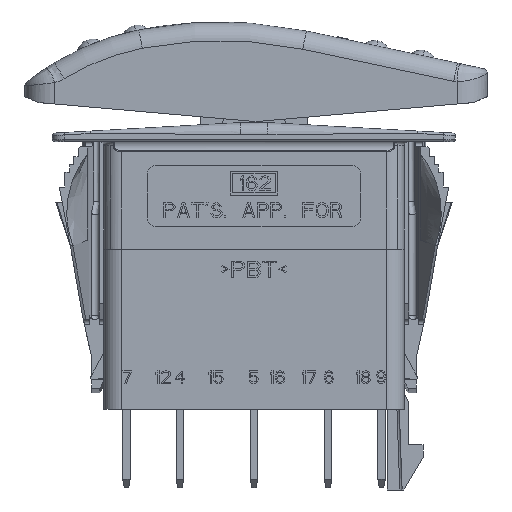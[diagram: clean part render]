
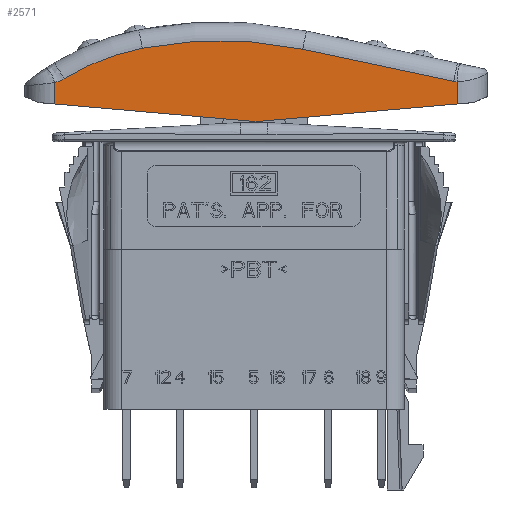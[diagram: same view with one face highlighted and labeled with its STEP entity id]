
A CAD part, left-side view. The second image highlights one B-rep face of the part: STEP entity #2571.
In plain terms, the highlighted planar face has unit normal (-1, 0, 0).
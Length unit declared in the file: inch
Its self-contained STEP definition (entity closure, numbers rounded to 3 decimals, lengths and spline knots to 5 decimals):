
#1174=DIRECTION('',(0.,-0.978,-0.208));
#1175=VECTOR('',#1174,0.65156);
#1176=CARTESIAN_POINT('',(-0.47,-0.20496,0.83208));
#1177=LINE('',#1176,#1175);
#1181=DIRECTION('',(0.,0.996,-0.087));
#1182=VECTOR('',#1181,0.85325);
#1183=CARTESIAN_POINT('',(-0.47,-0.8585,0.60107));
#1184=LINE('',#1183,#1182);
#1188=DIRECTION('',(0.,0.996,0.087));
#1189=VECTOR('',#1188,0.85325);
#1190=CARTESIAN_POINT('',(-0.47,-0.0085,0.5267));
#1191=LINE('',#1190,#1189);
#1195=CARTESIAN_POINT('',(-0.47,0.2715,-0.1643));
#1196=DIRECTION('',(1.,0.,0.));
#1197=DIRECTION('',(0.,0.519,0.855));
#1198=AXIS2_PLACEMENT_3D('',#1195,#1196,#1197);
#1203=CARTESIAN_POINT('',(-0.47,0.1435,-0.8073));
#1204=DIRECTION('',(1.,0.,0.));
#1205=DIRECTION('',(0.,0.195,0.981));
#1206=AXIS2_PLACEMENT_3D('',#1203,#1204,#1205);
#1242=CARTESIAN_POINT('',(-0.47,-0.8585,
0.69521));
#1243=CARTESIAN_POINT('',(-0.47,-0.85655,
0.69513));
#1244=CARTESIAN_POINT('',(-0.47,-0.85275,
0.69513));
#1245=CARTESIAN_POINT('',(-0.47,-0.84773,
0.6956));
#1246=CARTESIAN_POINT('',(-0.47,-0.8441,
0.69622));
#1247=CARTESIAN_POINT('',(-0.47,-0.84228,
0.69661));
#1331=DIRECTION('',(0.,0.,1.));
#1332=VECTOR('',#1331,0.09414);
#1333=CARTESIAN_POINT('',(-0.47,-0.8585,0.60107));
#1334=LINE('',#1333,#1332);
#1544=DIRECTION('',(0.,0.,-1.));
#1545=VECTOR('',#1544,0.08975);
#1546=CARTESIAN_POINT('',(-0.47,0.8415,
0.69082));
#1547=LINE('',#1546,#1545);
#1604=CARTESIAN_POINT('',(-0.47,0.80102,0.70793));
#1605=CARTESIAN_POINT('',(-0.47,0.8046,0.70572));
#1606=CARTESIAN_POINT('',(-0.47,0.81236,
0.7015));
#1607=CARTESIAN_POINT('',(-0.47,0.82592,
0.69575));
#1608=CARTESIAN_POINT('',(-0.47,0.83611,
0.69239));
#1609=CARTESIAN_POINT('',(-0.47,0.8415,
0.69082));
#1992=CARTESIAN_POINT('',(-0.47,0.47072,0.83645));
#1993=VERTEX_POINT('',#1992);
#1994=CARTESIAN_POINT('',(-0.47,-0.20496,0.83208));
#1995=CARTESIAN_POINT('',(-0.47,-0.84228,
0.69661));
#1996=VERTEX_POINT('',#1994);
#1997=VERTEX_POINT('',#1995);
#1998=CARTESIAN_POINT('',(-0.47,-0.8585,0.60107));
#1999=CARTESIAN_POINT('',(-0.47,-0.0085,0.5267));
#2000=VERTEX_POINT('',#1998);
#2001=VERTEX_POINT('',#1999);
#2002=CARTESIAN_POINT('',(-0.47,0.8415,0.60107));
#2003=VERTEX_POINT('',#2002);
#2004=CARTESIAN_POINT('',(-0.47,0.8415,
0.69082));
#2005=VERTEX_POINT('',#2004);
#2006=CARTESIAN_POINT('',(-0.47,0.80102,0.70793));
#2007=VERTEX_POINT('',#2006);
#2008=VERTEX_POINT('',#1242);
#2547=CARTESIAN_POINT('',(-0.47,-0.0085,0.69771));
#2548=DIRECTION('',(1.,0.,0.));
#2549=DIRECTION('',(0.,1.,0.));
#2550=AXIS2_PLACEMENT_3D('',#2547,#2548,#2549);
#2551=PLANE('',#2550);
#2553=ORIENTED_EDGE('',*,*,#2552,.T.);
#2555=ORIENTED_EDGE('',*,*,#2554,.F.);
#2557=ORIENTED_EDGE('',*,*,#2556,.F.);
#2559=ORIENTED_EDGE('',*,*,#2558,.T.);
#2561=ORIENTED_EDGE('',*,*,#2560,.T.);
#2563=ORIENTED_EDGE('',*,*,#2562,.F.);
#2565=ORIENTED_EDGE('',*,*,#2564,.F.);
#2566=ORIENTED_EDGE('',*,*,#2537,.T.);
#2568=ORIENTED_EDGE('',*,*,#2567,.T.);
#2569=EDGE_LOOP('',(#2553,#2555,#2557,#2559,#2561,#2563,#2565,#2566,#2568));
#2570=FACE_OUTER_BOUND('',#2569,.F.);
#1199=CIRCLE('',#1198,1.02038);
#1207=CIRCLE('',#1206,1.676);
#1248=B_SPLINE_CURVE_WITH_KNOTS('',3,(#1242,#1243,#1244,#1245,#1246,#1247),
.UNSPECIFIED.,.F.,.F.,(4,1,1,4),(0.,0.33333,0.66667,1.),
.UNSPECIFIED.);
#1610=B_SPLINE_CURVE_WITH_KNOTS('',3,(#1604,#1605,#1606,#1607,#1608,#1609),
.UNSPECIFIED.,.F.,.F.,(4,1,1,4),(0.,0.33333,0.66667,1.),
.UNSPECIFIED.);
#2537=EDGE_CURVE('',#2007,#1993,#1199,.T.);
#2552=EDGE_CURVE('',#1996,#1997,#1177,.T.);
#2554=EDGE_CURVE('',#2008,#1997,#1248,.T.);
#2556=EDGE_CURVE('',#2000,#2008,#1334,.T.);
#2558=EDGE_CURVE('',#2000,#2001,#1184,.T.);
#2560=EDGE_CURVE('',#2001,#2003,#1191,.T.);
#2562=EDGE_CURVE('',#2005,#2003,#1547,.T.);
#2564=EDGE_CURVE('',#2007,#2005,#1610,.T.);
#2567=EDGE_CURVE('',#1993,#1996,#1207,.T.);
#2571=ADVANCED_FACE('',(#2570),#2551,.F.);
